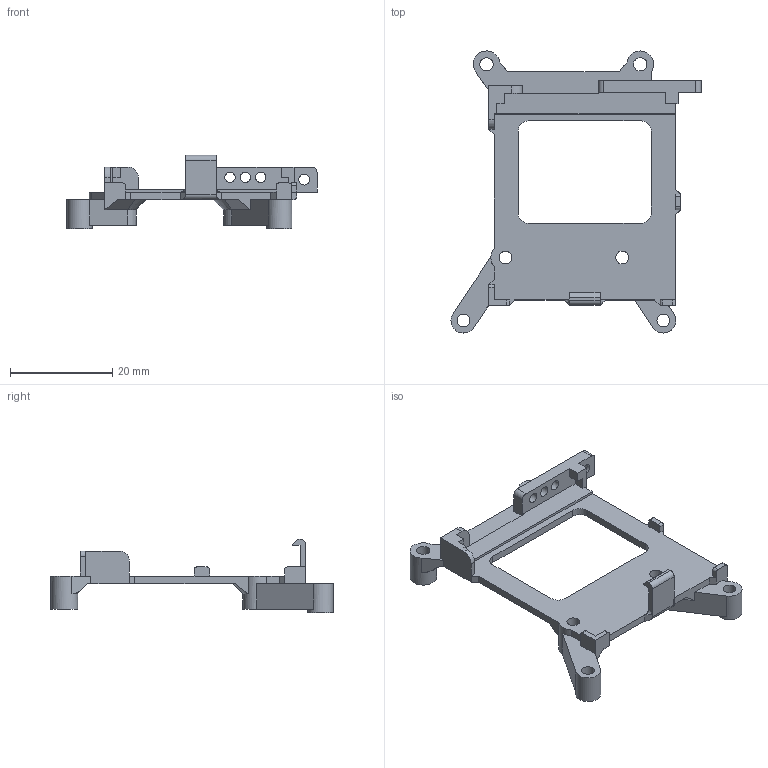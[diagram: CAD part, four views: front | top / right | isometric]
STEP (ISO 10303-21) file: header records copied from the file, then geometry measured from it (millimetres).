
FILE_DESCRIPTION(/* description */ (''),/* implementation_level */ '2;1');
FILE_NAME(/* name */ 'FreeSK8-Bruce-Remote-Frame.stp',/* time_stamp */ '2021-04-18T19:58:33-07:00',/* author */ ('andre'),/* organization */ (''),/* preprocessor_version */ 'ST-DEVELOPER v17',/* originating_system */ 'Autodesk Inventor 2019',/* authorisation */ '');
FILE_SCHEMA (('AUTOMOTIVE_DESIGN { 1 0 10303 214 3 1 1 }'));
Length unit declared in the file: millimetre
Products named in the file (1): FreeSK8-Remote-Frame
Bounding box: 48.82 x 55.05 x 14.32 mm (x, y, z)
Volume: 3228.7 mm3; surface area: 4300.1 mm2
Topology: 1 solids, 1 shells, 130 faces, 374 edges, 246 vertices
Faces by surface type: plane 91, cylinder 33, cone 4, bspline 2
Full cylindrical faces by diameter (mm): 2.008 x3, 2.1 x1, 2.5 x4, 2.6 x2, 4.9 x2, 5.2 x2
Entity records: 4422 total; most frequent: CARTESIAN_POINT 896, ORIENTED_EDGE 748, DIRECTION 699, EDGE_CURVE 374, LINE 273, VECTOR 273, VERTEX_POINT 246, AXIS2_PLACEMENT_3D 213
